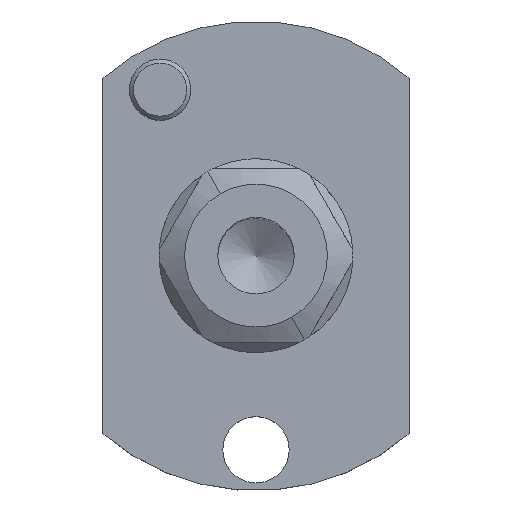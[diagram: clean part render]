
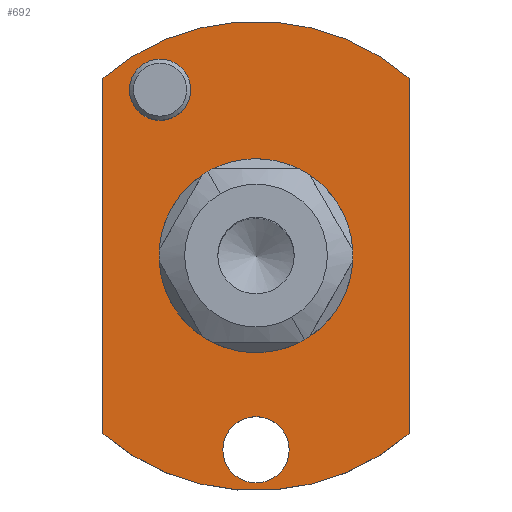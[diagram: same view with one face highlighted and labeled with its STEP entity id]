
A CAD part, top view. The second image highlights one B-rep face of the part: STEP entity #692.
In plain terms, the highlighted planar face has unit normal (0, 0, 1).
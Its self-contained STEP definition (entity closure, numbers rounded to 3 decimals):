
#583=PLANE('',#2012);
#692=ADVANCED_FACE('',(#810,#811,#812,#813),#583,.T.);
#810=FACE_BOUND('',#857,.T.);
#811=FACE_BOUND('',#858,.T.);
#812=FACE_BOUND('',#859,.T.);
#813=FACE_BOUND('',#860,.T.);
#857=EDGE_LOOP('',(#1063));
#858=EDGE_LOOP('',(#1064));
#859=EDGE_LOOP('',(#1065,#1066,#1067,#1068));
#860=EDGE_LOOP('',(#1069,#1070));
#973=CIRCLE('',#2006,3.);
#974=CIRCLE('',#2007,3.25);
#975=CIRCLE('',#2008,23.);
#976=CIRCLE('',#2009,23.);
#977=CIRCLE('',#2010,7.5);
#978=CIRCLE('',#2011,7.5);
#1063=ORIENTED_EDGE('',*,*,#1600,.F.);
#1064=ORIENTED_EDGE('',*,*,#1601,.T.);
#1065=ORIENTED_EDGE('',*,*,#1602,.F.);
#1066=ORIENTED_EDGE('',*,*,#1603,.T.);
#1067=ORIENTED_EDGE('',*,*,#1604,.F.);
#1068=ORIENTED_EDGE('',*,*,#1605,.T.);
#1069=ORIENTED_EDGE('',*,*,#1606,.T.);
#1070=ORIENTED_EDGE('',*,*,#1607,.T.);
#1463=VERTEX_POINT('',#2668);
#1464=VERTEX_POINT('',#2670);
#1465=VERTEX_POINT('',#2672);
#1466=VERTEX_POINT('',#2673);
#1467=VERTEX_POINT('',#2675);
#1468=VERTEX_POINT('',#2677);
#1469=VERTEX_POINT('',#2680);
#1470=VERTEX_POINT('',#2681);
#1600=EDGE_CURVE('',#1463,#1463,#973,.T.);
#1601=EDGE_CURVE('',#1464,#1464,#974,.T.);
#1602=EDGE_CURVE('',#1465,#1466,#1789,.T.);
#1603=EDGE_CURVE('',#1465,#1467,#975,.T.);
#1604=EDGE_CURVE('',#1468,#1467,#1790,.T.);
#1605=EDGE_CURVE('',#1468,#1466,#976,.T.);
#1606=EDGE_CURVE('',#1469,#1470,#977,.T.);
#1607=EDGE_CURVE('',#1470,#1469,#978,.T.);
#1789=LINE('',#2671,#1893);
#1790=LINE('',#2676,#1894);
#1893=VECTOR('',#2209,1.);
#1894=VECTOR('',#2212,1.);
#2006=AXIS2_PLACEMENT_3D('',#2667,#2205,#2206);
#2007=AXIS2_PLACEMENT_3D('',#2669,#2207,#2208);
#2008=AXIS2_PLACEMENT_3D('',#2674,#2210,#2211);
#2009=AXIS2_PLACEMENT_3D('',#2678,#2213,#2214);
#2010=AXIS2_PLACEMENT_3D('',#2679,#2215,#2216);
#2011=AXIS2_PLACEMENT_3D('',#2682,#2217,#2218);
#2012=AXIS2_PLACEMENT_3D('',#2683,#2219,#2220);
#2205=DIRECTION('',(0.,0.,1.));
#2206=DIRECTION('',(0.,1.,0.));
#2207=DIRECTION('',(0.,0.,-1.));
#2208=DIRECTION('',(0.,-1.,0.));
#2209=DIRECTION('',(0.,1.,0.));
#2210=DIRECTION('',(0.,0.,1.));
#2211=DIRECTION('',(1.,0.,0.));
#2212=DIRECTION('',(0.,-1.,0.));
#2213=DIRECTION('',(0.,0.,1.));
#2214=DIRECTION('',(1.,0.,0.));
#2215=DIRECTION('',(0.,0.,-1.));
#2216=DIRECTION('',(0.866,-0.5,0.));
#2217=DIRECTION('',(0.,0.,-1.));
#2218=DIRECTION('',(0.866,-0.5,0.));
#2219=DIRECTION('',(0.,0.,1.));
#2220=DIRECTION('',(-1.,0.,0.));
#2667=CARTESIAN_POINT('',(-9.4,16.28,9.));
#2668=CARTESIAN_POINT('',(-9.4,19.28,9.));
#2669=CARTESIAN_POINT('',(0.,-19.,9.));
#2670=CARTESIAN_POINT('',(0.,-22.25,9.));
#2671=CARTESIAN_POINT('',(-15.,-8.66,9.));
#2672=CARTESIAN_POINT('',(-15.,-17.436,9.));
#2673=CARTESIAN_POINT('',(-15.,17.436,9.));
#2674=CARTESIAN_POINT('',(0.,0.,9.));
#2675=CARTESIAN_POINT('',(15.,-17.436,9.));
#2676=CARTESIAN_POINT('',(15.,8.66,9.));
#2677=CARTESIAN_POINT('',(15.,17.436,9.));
#2678=CARTESIAN_POINT('',(0.,0.,9.));
#2679=CARTESIAN_POINT('',(0.,0.,9.));
#2680=CARTESIAN_POINT('',(-6.495,3.75,9.));
#2681=CARTESIAN_POINT('',(6.495,-3.75,9.));
#2682=CARTESIAN_POINT('',(0.,0.,9.));
#2683=CARTESIAN_POINT('',(0.,0.,9.));
